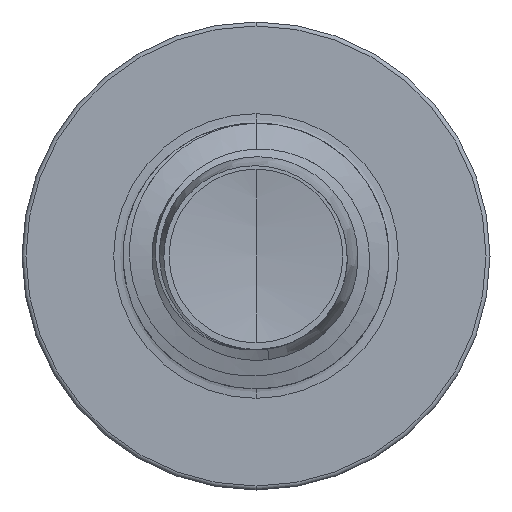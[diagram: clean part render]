
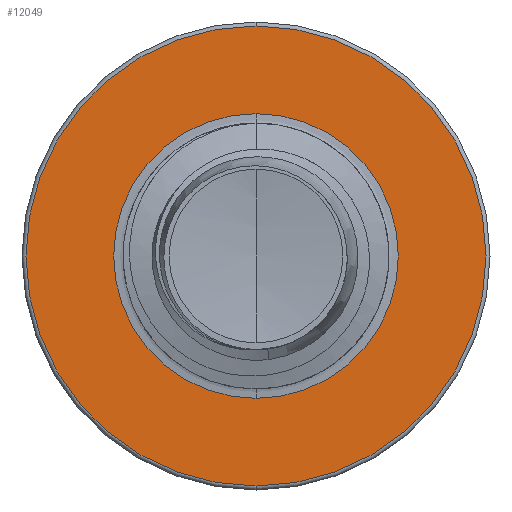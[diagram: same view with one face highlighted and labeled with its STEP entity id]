
A CAD part, front view. The second image highlights one B-rep face of the part: STEP entity #12049.
In plain terms, the highlighted planar face has unit normal (0, -1, 0).
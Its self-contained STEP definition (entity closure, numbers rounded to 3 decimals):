
#69 = CIRCLE ( 'NONE', #12459, 2.677 ) ;
#409 = CIRCLE ( 'NONE', #14476, 2.677 ) ;
#625 = CARTESIAN_POINT ( 'NONE',  ( 0., 6., 0. ) ) ;
#649 = DIRECTION ( 'NONE',  ( 0., 0., 1. ) ) ;
#1106 = CARTESIAN_POINT ( 'NONE',  ( 0., 6., 0. ) ) ;
#1826 = AXIS2_PLACEMENT_3D ( 'NONE', #1106, #9816, #2511 ) ;
#2044 = DIRECTION ( 'NONE',  ( 0., 0., 1. ) ) ;
#2222 = VERTEX_POINT ( 'NONE', #7808 ) ;
#2511 = DIRECTION ( 'NONE',  ( 0., 0., 1. ) ) ;
#2605 = VERTEX_POINT ( 'NONE', #10175 ) ;
#2922 = VERTEX_POINT ( 'NONE', #4189 ) ;
#3120 = EDGE_LOOP ( 'NONE', ( #6527, #6641 ) ) ;
#3152 = CIRCLE ( 'NONE', #1826, 4.325 ) ;
#3490 = EDGE_LOOP ( 'NONE', ( #6836, #6931 ) ) ;
#4115 = VERTEX_POINT ( 'NONE', #8560 ) ;
#4189 = CARTESIAN_POINT ( 'NONE',  ( 0., 6., 2.677 ) ) ;
#5307 = AXIS2_PLACEMENT_3D ( 'NONE', #12539, #12525, #12524 ) ;
#6363 = FACE_OUTER_BOUND ( 'NONE', #3120, .T. ) ;
#6444 = CARTESIAN_POINT ( 'NONE',  ( 0., 6., 0. ) ) ;
#6527 = ORIENTED_EDGE ( 'NONE', *, *, #8660, .F. ) ;
#6641 = ORIENTED_EDGE ( 'NONE', *, *, #12729, .F. ) ;
#6836 = ORIENTED_EDGE ( 'NONE', *, *, #12711, .T. ) ;
#6931 = ORIENTED_EDGE ( 'NONE', *, *, #10922, .T. ) ;
#7433 = AXIS2_PLACEMENT_3D ( 'NONE', #11522, #8454, #649 ) ;
#7658 = DIRECTION ( 'NONE',  ( 0., 0., 1. ) ) ;
#7808 = CARTESIAN_POINT ( 'NONE',  ( 0., 6., -4.325 ) ) ;
#8454 = DIRECTION ( 'NONE',  ( 0., 1., 0. ) ) ;
#8560 = CARTESIAN_POINT ( 'NONE',  ( 0., 6., 4.325 ) ) ;
#8660 = EDGE_CURVE ( 'NONE', #4115, #2222, #11153, .T. ) ;
#9488 = DIRECTION ( 'NONE',  ( 0., 1., 0. ) ) ;
#9816 = DIRECTION ( 'NONE',  ( 0., 1., 0. ) ) ;
#10175 = CARTESIAN_POINT ( 'NONE',  ( 0., 6., -2.677 ) ) ;
#10304 = FACE_BOUND ( 'NONE', #3490, .T. ) ;
#10922 = EDGE_CURVE ( 'NONE', #2605, #2922, #409, .T. ) ;
#11153 = CIRCLE ( 'NONE', #5307, 4.325 ) ;
#11522 = CARTESIAN_POINT ( 'NONE',  ( 0., 6., -2.677 ) ) ;
#12049 = ADVANCED_FACE ( 'NONE', ( #6363, #10304 ), #14831, .F. ) ;
#12459 = AXIS2_PLACEMENT_3D ( 'NONE', #6444, #14077, #7658 ) ;
#12524 = DIRECTION ( 'NONE',  ( 0., 0., 1. ) ) ;
#12525 = DIRECTION ( 'NONE',  ( 0., 1., 0. ) ) ;
#12539 = CARTESIAN_POINT ( 'NONE',  ( 0., 6., 0. ) ) ;
#12711 = EDGE_CURVE ( 'NONE', #2922, #2605, #69, .T. ) ;
#12729 = EDGE_CURVE ( 'NONE', #2222, #4115, #3152, .T. ) ;
#14077 = DIRECTION ( 'NONE',  ( 0., 1., 0. ) ) ;
#14476 = AXIS2_PLACEMENT_3D ( 'NONE', #625, #9488, #2044 ) ;
#14831 = PLANE ( 'NONE',  #7433 ) ;
